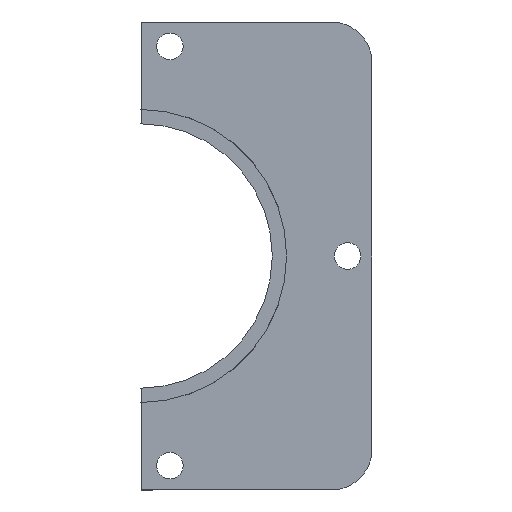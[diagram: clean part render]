
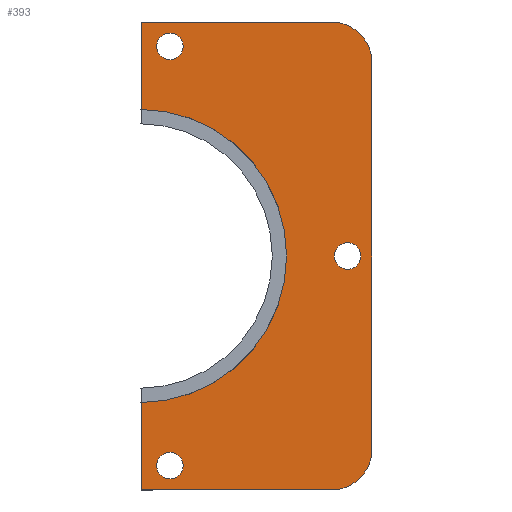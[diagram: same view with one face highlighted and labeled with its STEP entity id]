
A CAD part, front view. The second image highlights one B-rep face of the part: STEP entity #393.
In plain terms, the highlighted planar face has unit normal (0, -1, 0).
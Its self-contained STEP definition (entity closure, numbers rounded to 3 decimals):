
#22=FACE_BOUND('',#58,.T.);
#23=FACE_BOUND('',#59,.T.);
#24=FACE_BOUND('',#60,.T.);
#36=FACE_OUTER_BOUND('',#57,.T.);
#57=EDGE_LOOP('',(#297,#298,#299,#300,#301,#302,#303,#304,#305,#306));
#58=EDGE_LOOP('',(#307));
#59=EDGE_LOOP('',(#308));
#60=EDGE_LOOP('',(#309));
#84=LINE('',#594,#123);
#88=LINE('',#601,#127);
#92=LINE('',#613,#131);
#98=LINE('',#626,#137);
#102=LINE('',#633,#141);
#103=LINE('',#637,#142);
#104=LINE('',#640,#143);
#123=VECTOR('',#475,10.);
#127=VECTOR('',#481,10.);
#131=VECTOR('',#491,10.);
#137=VECTOR('',#501,10.);
#141=VECTOR('',#507,10.);
#142=VECTOR('',#510,10.);
#143=VECTOR('',#513,10.);
#156=CIRCLE('',#431,10.);
#157=CIRCLE('',#432,10.);
#158=CIRCLE('',#433,36.015);
#159=CIRCLE('',#434,3.25);
#160=CIRCLE('',#435,3.25);
#161=CIRCLE('',#436,3.25);
#177=VERTEX_POINT('',#590);
#178=VERTEX_POINT('',#592);
#180=VERTEX_POINT('',#599);
#184=VERTEX_POINT('',#610);
#185=VERTEX_POINT('',#612);
#190=VERTEX_POINT('',#625);
#192=VERTEX_POINT('',#632);
#193=VERTEX_POINT('',#634);
#194=VERTEX_POINT('',#636);
#195=VERTEX_POINT('',#638);
#196=VERTEX_POINT('',#642);
#197=VERTEX_POINT('',#644);
#198=VERTEX_POINT('',#646);
#215=EDGE_CURVE('',#177,#178,#84,.T.);
#219=EDGE_CURVE('',#178,#180,#88,.T.);
#224=EDGE_CURVE('',#185,#184,#92,.T.);
#230=EDGE_CURVE('',#190,#185,#98,.T.);
#234=EDGE_CURVE('',#180,#192,#102,.T.);
#235=EDGE_CURVE('',#193,#192,#156,.T.);
#236=EDGE_CURVE('',#193,#194,#103,.T.);
#237=EDGE_CURVE('',#195,#194,#157,.T.);
#238=EDGE_CURVE('',#195,#190,#104,.T.);
#239=EDGE_CURVE('',#177,#184,#158,.T.);
#240=EDGE_CURVE('',#196,#196,#159,.T.);
#241=EDGE_CURVE('',#197,#197,#160,.T.);
#242=EDGE_CURVE('',#198,#198,#161,.T.);
#297=ORIENTED_EDGE('',*,*,#215,.T.);
#298=ORIENTED_EDGE('',*,*,#219,.T.);
#299=ORIENTED_EDGE('',*,*,#234,.T.);
#300=ORIENTED_EDGE('',*,*,#235,.F.);
#301=ORIENTED_EDGE('',*,*,#236,.T.);
#302=ORIENTED_EDGE('',*,*,#237,.F.);
#303=ORIENTED_EDGE('',*,*,#238,.T.);
#304=ORIENTED_EDGE('',*,*,#230,.T.);
#305=ORIENTED_EDGE('',*,*,#224,.T.);
#306=ORIENTED_EDGE('',*,*,#239,.F.);
#307=ORIENTED_EDGE('',*,*,#240,.F.);
#308=ORIENTED_EDGE('',*,*,#241,.F.);
#309=ORIENTED_EDGE('',*,*,#242,.F.);
#379=PLANE('',#430);
#393=ADVANCED_FACE('',(#36,#22,#23,#24),#379,.F.);
#430=AXIS2_PLACEMENT_3D('',#631,#505,#506);
#431=AXIS2_PLACEMENT_3D('',#635,#508,#509);
#432=AXIS2_PLACEMENT_3D('',#639,#511,#512);
#433=AXIS2_PLACEMENT_3D('',#641,#514,#515);
#434=AXIS2_PLACEMENT_3D('',#643,#516,#517);
#435=AXIS2_PLACEMENT_3D('',#645,#518,#519);
#436=AXIS2_PLACEMENT_3D('',#647,#520,#521);
#475=DIRECTION('',(1.,0.,0.));
#481=DIRECTION('',(0.,0.,-1.));
#491=DIRECTION('',(-1.,0.,0.));
#501=DIRECTION('',(0.,0.,-1.));
#505=DIRECTION('center_axis',(0.,1.,0.));
#506=DIRECTION('ref_axis',(-1.,0.,0.));
#507=DIRECTION('',(1.,0.,0.));
#508=DIRECTION('center_axis',(0.,1.,0.));
#509=DIRECTION('ref_axis',(0.707,0.,-0.707));
#510=DIRECTION('',(0.,0.,1.));
#511=DIRECTION('center_axis',(0.,1.,0.));
#512=DIRECTION('ref_axis',(0.707,0.,0.707));
#513=DIRECTION('',(-1.,0.,0.));
#514=DIRECTION('center_axis',(0.,-1.,0.));
#515=DIRECTION('ref_axis',(1.,0.,0.));
#516=DIRECTION('center_axis',(0.,-1.,0.));
#517=DIRECTION('ref_axis',(-1.,0.,0.));
#518=DIRECTION('center_axis',(0.,-1.,0.));
#519=DIRECTION('ref_axis',(-1.,0.,0.));
#520=DIRECTION('center_axis',(0.,-1.,0.));
#521=DIRECTION('ref_axis',(-1.,0.,0.));
#590=CARTESIAN_POINT('',(0.,1.,-36.015));
#592=CARTESIAN_POINT('',(0.25,1.,-36.015));
#594=CARTESIAN_POINT('',(14.25,1.,-36.015));
#599=CARTESIAN_POINT('',(0.25,1.,-57.5));
#601=CARTESIAN_POINT('',(0.25,1.,-28.75));
#610=CARTESIAN_POINT('',(0.,1.,36.015));
#612=CARTESIAN_POINT('',(0.25,1.,36.015));
#613=CARTESIAN_POINT('',(14.25,1.,36.015));
#625=CARTESIAN_POINT('',(0.25,1.,57.5));
#626=CARTESIAN_POINT('',(0.25,1.,18.025));
#631=CARTESIAN_POINT('Origin',(28.5,1.,0.));
#632=CARTESIAN_POINT('',(47.,1.,-57.5));
#633=CARTESIAN_POINT('',(0.,1.,-57.5));
#634=CARTESIAN_POINT('',(57.,1.,-47.5));
#635=CARTESIAN_POINT('Origin',(47.,1.,-47.5));
#636=CARTESIAN_POINT('',(57.,1.,47.5));
#637=CARTESIAN_POINT('',(57.,1.,-57.5));
#638=CARTESIAN_POINT('',(47.,1.,57.5));
#639=CARTESIAN_POINT('Origin',(47.,1.,47.5));
#640=CARTESIAN_POINT('',(57.,1.,57.5));
#641=CARTESIAN_POINT('Origin',(0.,1.,0.));
#642=CARTESIAN_POINT('',(10.602,1.,-51.5));
#643=CARTESIAN_POINT('Origin',(7.352,1.,-51.5));
#644=CARTESIAN_POINT('',(10.602,1.,51.5));
#645=CARTESIAN_POINT('Origin',(7.352,1.,51.5));
#646=CARTESIAN_POINT('',(54.25,1.,0.));
#647=CARTESIAN_POINT('Origin',(51.,1.,0.));
